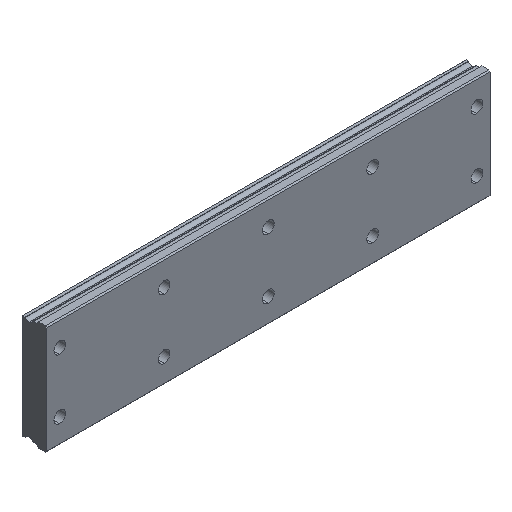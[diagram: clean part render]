
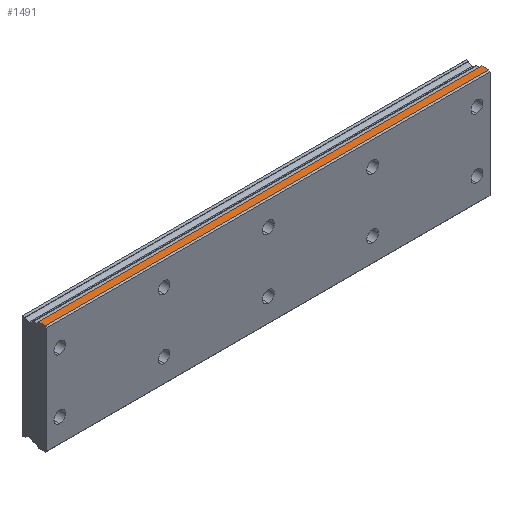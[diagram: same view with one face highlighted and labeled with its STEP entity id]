
A CAD part, isometric view. The second image highlights one B-rep face of the part: STEP entity #1491.
In plain terms, the highlighted planar face has unit normal (0, 0, 1).
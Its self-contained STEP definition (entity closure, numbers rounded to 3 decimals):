
#84 = VERTEX_POINT ( 'NONE', #1346 ) ;
#161 = LINE ( 'NONE', #1779, #886 ) ;
#285 = DIRECTION ( 'NONE',  ( -1., 0., 0. ) ) ;
#310 = FACE_OUTER_BOUND ( 'NONE', #1882, .T. ) ;
#314 = CARTESIAN_POINT ( 'NONE',  ( 165., 3.1, 21. ) ) ;
#335 = DIRECTION ( 'NONE',  ( 1., 0., 0. ) ) ;
#476 = EDGE_CURVE ( 'NONE', #1094, #2212, #774, .T. ) ;
#496 = DIRECTION ( 'NONE',  ( 0., 0., -1. ) ) ;
#773 = VERTEX_POINT ( 'NONE', #1442 ) ;
#774 = LINE ( 'NONE', #1303, #1407 ) ;
#806 = ORIENTED_EDGE ( 'NONE', *, *, #476, .F. ) ;
#823 = VECTOR ( 'NONE', #1107, 1000. ) ;
#851 = PLANE ( 'NONE',  #2344 ) ;
#886 = VECTOR ( 'NONE', #335, 1000. ) ;
#1063 = ORIENTED_EDGE ( 'NONE', *, *, #1222, .F. ) ;
#1094 = VERTEX_POINT ( 'NONE', #1239 ) ;
#1107 = DIRECTION ( 'NONE',  ( 0., -1., 0. ) ) ;
#1180 = EDGE_CURVE ( 'NONE', #773, #2212, #161, .T. ) ;
#1222 = EDGE_CURVE ( 'NONE', #84, #1094, #1944, .T. ) ;
#1239 = CARTESIAN_POINT ( 'NONE',  ( 165., 3.1, 21. ) ) ;
#1303 = CARTESIAN_POINT ( 'NONE',  ( 165., 5.27, 21. ) ) ;
#1346 = CARTESIAN_POINT ( 'NONE',  ( -5., 3.1, 21. ) ) ;
#1407 = VECTOR ( 'NONE', #1689, 1000. ) ;
#1442 = CARTESIAN_POINT ( 'NONE',  ( -5., 0.5, 21. ) ) ;
#1489 = LINE ( 'NONE', #2221, #823 ) ;
#1490 = ORIENTED_EDGE ( 'NONE', *, *, #2195, .T. ) ;
#1491 = ADVANCED_FACE ( 'NONE', ( #310 ), #851, .F. ) ;
#1656 = ORIENTED_EDGE ( 'NONE', *, *, #1180, .T. ) ;
#1689 = DIRECTION ( 'NONE',  ( 0., -1., 0. ) ) ;
#1768 = DIRECTION ( 'NONE',  ( 1., 0., 0. ) ) ;
#1777 = VECTOR ( 'NONE', #1768, 1000. ) ;
#1779 = CARTESIAN_POINT ( 'NONE',  ( 165., 0.5, 21. ) ) ;
#1882 = EDGE_LOOP ( 'NONE', ( #1656, #806, #1063, #1490 ) ) ;
#1927 = CARTESIAN_POINT ( 'NONE',  ( 165., 3.1, 21. ) ) ;
#1944 = LINE ( 'NONE', #314, #1777 ) ;
#2048 = CARTESIAN_POINT ( 'NONE',  ( 165., 0.5, 21. ) ) ;
#2195 = EDGE_CURVE ( 'NONE', #84, #773, #1489, .T. ) ;
#2212 = VERTEX_POINT ( 'NONE', #2048 ) ;
#2221 = CARTESIAN_POINT ( 'NONE',  ( -5., 5.27, 21. ) ) ;
#2344 = AXIS2_PLACEMENT_3D ( 'NONE', #1927, #496, #285 ) ;
